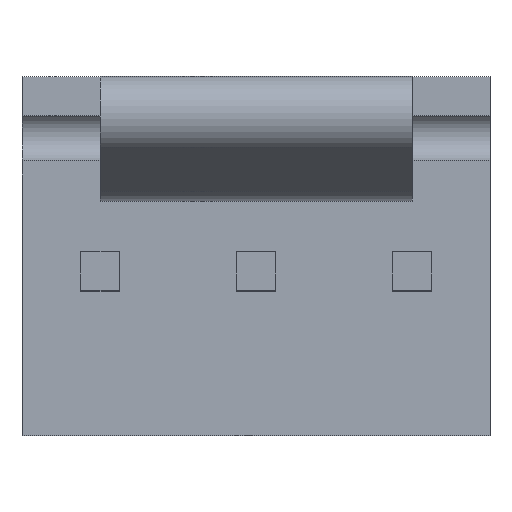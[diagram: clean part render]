
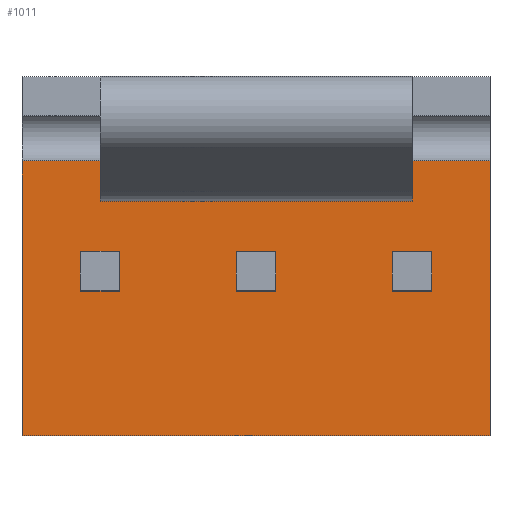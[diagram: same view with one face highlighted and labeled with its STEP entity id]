
A CAD part, top view. The second image highlights one B-rep face of the part: STEP entity #1011.
In plain terms, the highlighted planar face has unit normal (0, 0, 1).
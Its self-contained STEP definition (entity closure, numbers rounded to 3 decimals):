
#89=DIRECTION('',(0.,-1.,0.));
#90=VECTOR('',#89,4.47);
#91=CARTESIAN_POINT('',(-3.81,1.359,0.));
#92=LINE('',#91,#90);
#219=DIRECTION('',(1.,0.,0.));
#220=VECTOR('',#219,7.62);
#221=CARTESIAN_POINT('',(-3.81,-3.112,0.));
#222=LINE('',#221,#220);
#223=DIRECTION('',(1.,0.,0.));
#224=VECTOR('',#223,7.62);
#225=CARTESIAN_POINT('',(-3.81,1.359,0.));
#226=LINE('',#225,#224);
#227=DIRECTION('',(0.,1.,0.));
#228=VECTOR('',#227,0.635);
#229=CARTESIAN_POINT('',(2.223,-0.762,0.));
#230=LINE('',#229,#228);
#231=DIRECTION('',(1.,0.,0.));
#232=VECTOR('',#231,0.635);
#233=CARTESIAN_POINT('',(2.223,-0.762,0.));
#234=LINE('',#233,#232);
#235=DIRECTION('',(0.,1.,0.));
#236=VECTOR('',#235,0.635);
#237=CARTESIAN_POINT('',(2.858,-0.762,0.));
#238=LINE('',#237,#236);
#239=DIRECTION('',(1.,0.,0.));
#240=VECTOR('',#239,0.635);
#241=CARTESIAN_POINT('',(2.223,-0.127,0.));
#242=LINE('',#241,#240);
#243=DIRECTION('',(0.,1.,0.));
#244=VECTOR('',#243,0.635);
#245=CARTESIAN_POINT('',(-0.318,-0.762,0.));
#246=LINE('',#245,#244);
#247=DIRECTION('',(1.,0.,0.));
#248=VECTOR('',#247,0.635);
#249=CARTESIAN_POINT('',(-0.318,-0.762,0.));
#250=LINE('',#249,#248);
#251=DIRECTION('',(0.,1.,0.));
#252=VECTOR('',#251,0.635);
#253=CARTESIAN_POINT('',(0.318,-0.762,0.));
#254=LINE('',#253,#252);
#255=DIRECTION('',(1.,0.,0.));
#256=VECTOR('',#255,0.635);
#257=CARTESIAN_POINT('',(-0.318,-0.127,0.));
#258=LINE('',#257,#256);
#259=DIRECTION('',(0.,1.,0.));
#260=VECTOR('',#259,0.635);
#261=CARTESIAN_POINT('',(-2.858,-0.762,0.));
#262=LINE('',#261,#260);
#263=DIRECTION('',(1.,0.,0.));
#264=VECTOR('',#263,0.635);
#265=CARTESIAN_POINT('',(-2.858,-0.762,0.));
#266=LINE('',#265,#264);
#267=DIRECTION('',(0.,1.,0.));
#268=VECTOR('',#267,0.635);
#269=CARTESIAN_POINT('',(-2.223,-0.762,0.));
#270=LINE('',#269,#268);
#271=DIRECTION('',(1.,0.,0.));
#272=VECTOR('',#271,0.635);
#273=CARTESIAN_POINT('',(-2.858,-0.127,0.));
#274=LINE('',#273,#272);
#389=DIRECTION('',(0.,-1.,0.));
#390=VECTOR('',#389,4.47);
#391=CARTESIAN_POINT('',(3.81,1.359,0.));
#392=LINE('',#391,#390);
#598=CARTESIAN_POINT('',(-3.81,1.359,0.));
#599=CARTESIAN_POINT('',(-3.81,-3.112,0.));
#600=VERTEX_POINT('',#598);
#601=VERTEX_POINT('',#599);
#604=CARTESIAN_POINT('',(3.81,1.359,0.));
#605=CARTESIAN_POINT('',(3.81,-3.112,0.));
#606=VERTEX_POINT('',#604);
#607=VERTEX_POINT('',#605);
#630=CARTESIAN_POINT('',(2.223,-0.762,0.));
#631=CARTESIAN_POINT('',(2.223,-0.127,0.));
#632=VERTEX_POINT('',#630);
#633=VERTEX_POINT('',#631);
#634=CARTESIAN_POINT('',(2.858,-0.762,0.));
#635=CARTESIAN_POINT('',(2.858,-0.127,0.));
#636=VERTEX_POINT('',#634);
#637=VERTEX_POINT('',#635);
#678=CARTESIAN_POINT('',(-0.318,-0.762,0.));
#679=CARTESIAN_POINT('',(-0.318,-0.127,0.));
#680=VERTEX_POINT('',#678);
#681=VERTEX_POINT('',#679);
#682=CARTESIAN_POINT('',(0.318,-0.762,0.));
#683=CARTESIAN_POINT('',(0.318,-0.127,0.));
#684=VERTEX_POINT('',#682);
#685=VERTEX_POINT('',#683);
#754=CARTESIAN_POINT('',(-2.858,-0.762,0.));
#755=CARTESIAN_POINT('',(-2.858,-0.127,0.));
#756=VERTEX_POINT('',#754);
#757=VERTEX_POINT('',#755);
#758=CARTESIAN_POINT('',(-2.223,-0.762,0.));
#759=CARTESIAN_POINT('',(-2.223,-0.127,0.));
#760=VERTEX_POINT('',#758);
#761=VERTEX_POINT('',#759);
#968=CARTESIAN_POINT('',(-3.81,1.359,0.));
#969=DIRECTION('',(0.,0.,1.));
#970=DIRECTION('',(0.,-1.,0.));
#971=AXIS2_PLACEMENT_3D('',#968,#969,#970);
#972=PLANE('',#971);
#973=ORIENTED_EDGE('',*,*,#783,.F.);
#975=ORIENTED_EDGE('',*,*,#974,.T.);
#977=ORIENTED_EDGE('',*,*,#976,.T.);
#978=ORIENTED_EDGE('',*,*,#960,.F.);
#979=EDGE_LOOP('',(#973,#975,#977,#978));
#980=FACE_OUTER_BOUND('',#979,.F.);
#982=ORIENTED_EDGE('',*,*,#981,.F.);
#984=ORIENTED_EDGE('',*,*,#983,.T.);
#986=ORIENTED_EDGE('',*,*,#985,.T.);
#988=ORIENTED_EDGE('',*,*,#987,.F.);
#989=EDGE_LOOP('',(#982,#984,#986,#988));
#990=FACE_BOUND('',#989,.F.);
#992=ORIENTED_EDGE('',*,*,#991,.F.);
#994=ORIENTED_EDGE('',*,*,#993,.T.);
#996=ORIENTED_EDGE('',*,*,#995,.T.);
#998=ORIENTED_EDGE('',*,*,#997,.F.);
#999=EDGE_LOOP('',(#992,#994,#996,#998));
#1000=FACE_BOUND('',#999,.F.);
#1002=ORIENTED_EDGE('',*,*,#1001,.F.);
#1004=ORIENTED_EDGE('',*,*,#1003,.T.);
#1006=ORIENTED_EDGE('',*,*,#1005,.T.);
#1008=ORIENTED_EDGE('',*,*,#1007,.F.);
#1009=EDGE_LOOP('',(#1002,#1004,#1006,#1008));
#1010=FACE_BOUND('',#1009,.F.);
#1011=ADVANCED_FACE('',(#980,#990,#1000,#1010),#972,.T.);
#783=EDGE_CURVE('',#600,#601,#92,.T.);
#960=EDGE_CURVE('',#601,#607,#222,.T.);
#974=EDGE_CURVE('',#600,#606,#226,.T.);
#976=EDGE_CURVE('',#606,#607,#392,.T.);
#981=EDGE_CURVE('',#632,#633,#230,.T.);
#983=EDGE_CURVE('',#632,#636,#234,.T.);
#985=EDGE_CURVE('',#636,#637,#238,.T.);
#987=EDGE_CURVE('',#633,#637,#242,.T.);
#991=EDGE_CURVE('',#680,#681,#246,.T.);
#993=EDGE_CURVE('',#680,#684,#250,.T.);
#995=EDGE_CURVE('',#684,#685,#254,.T.);
#997=EDGE_CURVE('',#681,#685,#258,.T.);
#1001=EDGE_CURVE('',#756,#757,#262,.T.);
#1003=EDGE_CURVE('',#756,#760,#266,.T.);
#1005=EDGE_CURVE('',#760,#761,#270,.T.);
#1007=EDGE_CURVE('',#757,#761,#274,.T.);
